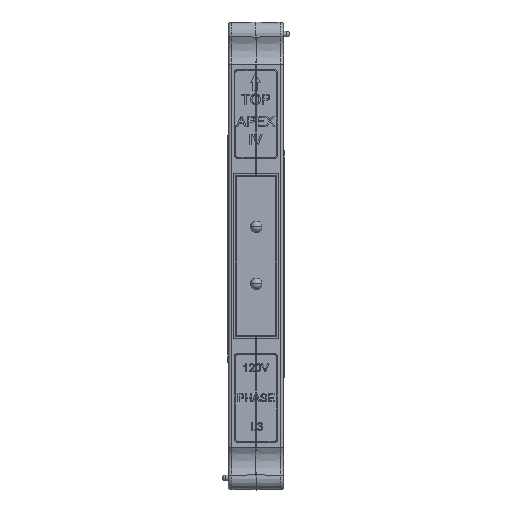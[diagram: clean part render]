
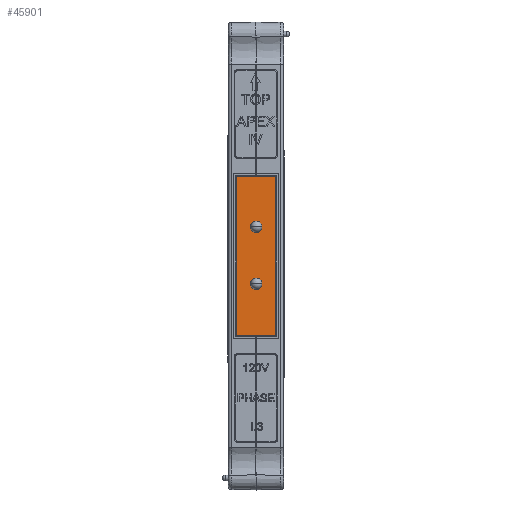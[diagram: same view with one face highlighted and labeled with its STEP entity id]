
A CAD part, top view. The second image highlights one B-rep face of the part: STEP entity #45901.
In plain terms, the highlighted planar face has unit normal (0, 0, 1).
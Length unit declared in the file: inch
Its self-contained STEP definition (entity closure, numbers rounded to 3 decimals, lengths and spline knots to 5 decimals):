
#287 = EDGE_CURVE ( 'NONE', #46872, #3259, #43911, .T. ) ;
#488 = CARTESIAN_POINT ( 'NONE',  ( -1.38975, -0.3968, 0.04 ) ) ;
#1950 = CARTESIAN_POINT ( 'NONE',  ( -1.68475, -1.35778, 0.04 ) ) ;
#2150 = FACE_BOUND ( 'NONE', #14521, .T. ) ;
#3259 = VERTEX_POINT ( 'NONE', #488 ) ;
#3765 = EDGE_LOOP ( 'NONE', ( #6244, #31785, #52174, #35042 ) ) ;
#3809 = PLANE ( 'NONE',  #24015 ) ;
#5448 = CARTESIAN_POINT ( 'NONE',  ( -0.89475, -1.35778, 0.04 ) ) ;
#6244 = ORIENTED_EDGE ( 'NONE', *, *, #23995, .T. ) ;
#6299 = CARTESIAN_POINT ( 'NONE',  ( -1.28975, -0.3968, 0.04 ) ) ;
#6643 = DIRECTION ( 'NONE',  ( 1., 0., 0. ) ) ;
#7309 = CIRCLE ( 'NONE', #33995, 0.1 ) ;
#7429 = VECTOR ( 'NONE', #51768, 39.37008 ) ;
#9665 = ORIENTED_EDGE ( 'NONE', *, *, #13665, .F. ) ;
#9898 = DIRECTION ( 'NONE',  ( 0., 0., 1. ) ) ;
#11036 = VECTOR ( 'NONE', #44134, 39.37008 ) ;
#11082 = CARTESIAN_POINT ( 'NONE',  ( -1.68475, 1.53222, 0.04 ) ) ;
#11488 = AXIS2_PLACEMENT_3D ( 'NONE', #39321, #9898, #30959 ) ;
#12532 = AXIS2_PLACEMENT_3D ( 'NONE', #6299, #44943, #39940 ) ;
#13665 = EDGE_CURVE ( 'NONE', #29480, #48164, #7309, .T. ) ;
#14057 = LINE ( 'NONE', #11082, #47105 ) ;
#14498 = DIRECTION ( 'NONE',  ( -1., 0., 0. ) ) ;
#14521 = EDGE_LOOP ( 'NONE', ( #16676, #49881 ) ) ;
#15207 = CARTESIAN_POINT ( 'NONE',  ( -1.18975, 0.6032, 0.04 ) ) ;
#15797 = DIRECTION ( 'NONE',  ( 0., 0., -1. ) ) ;
#16585 = LINE ( 'NONE', #5448, #47701 ) ;
#16676 = ORIENTED_EDGE ( 'NONE', *, *, #287, .T. ) ;
#16852 = CIRCLE ( 'NONE', #11488, 0.1 ) ;
#17399 = VERTEX_POINT ( 'NONE', #41696 ) ;
#18153 = EDGE_CURVE ( 'NONE', #48164, #29480, #16852, .T. ) ;
#19255 = EDGE_CURVE ( 'NONE', #49142, #27611, #14057, .T. ) ;
#19847 = CARTESIAN_POINT ( 'NONE',  ( -0.89475, 1.53222, 0.04 ) ) ;
#20179 = VERTEX_POINT ( 'NONE', #1950 ) ;
#21408 = DIRECTION ( 'NONE',  ( 1., 0., 0. ) ) ;
#23104 = AXIS2_PLACEMENT_3D ( 'NONE', #28700, #15797, #45750 ) ;
#23995 = EDGE_CURVE ( 'NONE', #49142, #20179, #32189, .T. ) ;
#24015 = AXIS2_PLACEMENT_3D ( 'NONE', #41384, #33221, #46185 ) ;
#25346 = CARTESIAN_POINT ( 'NONE',  ( -1.18975, -0.3968, 0.04 ) ) ;
#26215 = DIRECTION ( 'NONE',  ( 0., 0., 1. ) ) ;
#27144 = EDGE_CURVE ( 'NONE', #17399, #20179, #16585, .T. ) ;
#27611 = VERTEX_POINT ( 'NONE', #19847 ) ;
#28700 = CARTESIAN_POINT ( 'NONE',  ( -1.28975, -0.3968, 0.04 ) ) ;
#29211 = LINE ( 'NONE', #48605, #7429 ) ;
#29480 = VERTEX_POINT ( 'NONE', #15207 ) ;
#30453 = CARTESIAN_POINT ( 'NONE',  ( -1.28975, 0.6032, 0.04 ) ) ;
#30959 = DIRECTION ( 'NONE',  ( 1., 0., 0. ) ) ;
#31785 = ORIENTED_EDGE ( 'NONE', *, *, #27144, .F. ) ;
#32189 = LINE ( 'NONE', #34667, #11036 ) ;
#33221 = DIRECTION ( 'NONE',  ( 0., 0., -1. ) ) ;
#33995 = AXIS2_PLACEMENT_3D ( 'NONE', #30453, #26215, #21408 ) ;
#34667 = CARTESIAN_POINT ( 'NONE',  ( -1.68475, 1.53222, 0.04 ) ) ;
#34739 = EDGE_CURVE ( 'NONE', #3259, #46872, #49125, .T. ) ;
#35042 = ORIENTED_EDGE ( 'NONE', *, *, #19255, .F. ) ;
#35909 = FACE_BOUND ( 'NONE', #48579, .T. ) ;
#39321 = CARTESIAN_POINT ( 'NONE',  ( -1.28975, 0.6032, 0.04 ) ) ;
#39489 = CARTESIAN_POINT ( 'NONE',  ( -1.68475, 1.53222, 0.04 ) ) ;
#39940 = DIRECTION ( 'NONE',  ( -1., 0., 0. ) ) ;
#41384 = CARTESIAN_POINT ( 'NONE',  ( -1.68475, -1.35778, 0.04 ) ) ;
#41696 = CARTESIAN_POINT ( 'NONE',  ( -0.89475, -1.35778, 0.04 ) ) ;
#43911 = CIRCLE ( 'NONE', #23104, 0.1 ) ;
#44134 = DIRECTION ( 'NONE',  ( 0., -1., 0. ) ) ;
#44943 = DIRECTION ( 'NONE',  ( 0., 0., -1. ) ) ;
#45750 = DIRECTION ( 'NONE',  ( -1., 0., 0. ) ) ;
#45901 = ADVANCED_FACE ( 'NONE', ( #49840, #35909, #2150 ), #3809, .F. ) ;
#46185 = DIRECTION ( 'NONE',  ( -1., 0., 0. ) ) ;
#46872 = VERTEX_POINT ( 'NONE', #25346 ) ;
#47105 = VECTOR ( 'NONE', #6643, 39.37008 ) ;
#47701 = VECTOR ( 'NONE', #14498, 39.37008 ) ;
#48164 = VERTEX_POINT ( 'NONE', #49298 ) ;
#48429 = ORIENTED_EDGE ( 'NONE', *, *, #18153, .F. ) ;
#48579 = EDGE_LOOP ( 'NONE', ( #9665, #48429 ) ) ;
#48605 = CARTESIAN_POINT ( 'NONE',  ( -0.89475, -1.35778, 0.04 ) ) ;
#49125 = CIRCLE ( 'NONE', #12532, 0.1 ) ;
#49142 = VERTEX_POINT ( 'NONE', #39489 ) ;
#49298 = CARTESIAN_POINT ( 'NONE',  ( -1.38975, 0.6032, 0.04 ) ) ;
#49840 = FACE_OUTER_BOUND ( 'NONE', #3765, .T. ) ;
#49881 = ORIENTED_EDGE ( 'NONE', *, *, #34739, .T. ) ;
#51768 = DIRECTION ( 'NONE',  ( 0., 1., 0. ) ) ;
#52174 = ORIENTED_EDGE ( 'NONE', *, *, #52650, .T. ) ;
#52650 = EDGE_CURVE ( 'NONE', #17399, #27611, #29211, .T. ) ;
